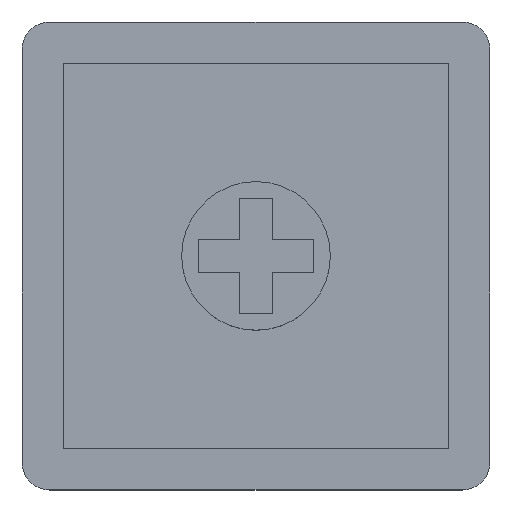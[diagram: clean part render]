
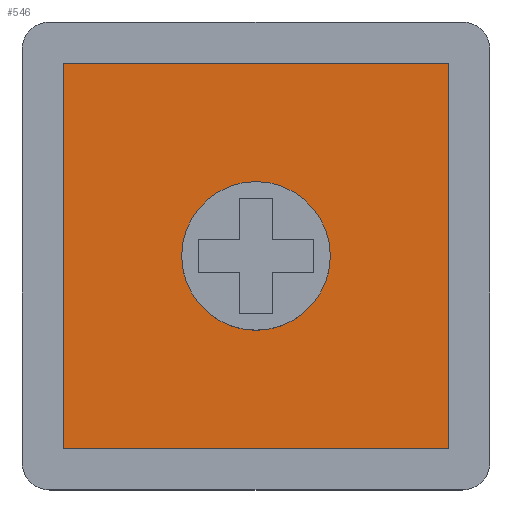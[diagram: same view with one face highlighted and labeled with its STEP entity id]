
A CAD part, top view. The second image highlights one B-rep face of the part: STEP entity #546.
In plain terms, the highlighted planar face has unit normal (0, 0, 1).
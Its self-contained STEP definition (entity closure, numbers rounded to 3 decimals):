
#22=FACE_BOUND('',#206,.T.);
#57=LINE('',#840,#122);
#60=LINE('',#845,#125);
#74=LINE('',#881,#139);
#75=LINE('',#883,#140);
#122=VECTOR('',#674,10.);
#125=VECTOR('',#679,10.);
#139=VECTOR('',#719,10.);
#140=VECTOR('',#722,10.);
#173=FACE_OUTER_BOUND('',#205,.T.);
#205=EDGE_LOOP('',(#448,#449,#450,#451));
#206=EDGE_LOOP('',(#452));
#225=CIRCLE('',#600,2.7);
#258=VERTEX_POINT('',#837);
#259=VERTEX_POINT('',#839);
#260=VERTEX_POINT('',#843);
#269=VERTEX_POINT('',#879);
#270=VERTEX_POINT('',#885);
#315=EDGE_CURVE('',#259,#258,#57,.T.);
#318=EDGE_CURVE('',#258,#260,#60,.T.);
#336=EDGE_CURVE('',#260,#269,#74,.T.);
#337=EDGE_CURVE('',#269,#259,#75,.T.);
#338=EDGE_CURVE('',#270,#270,#225,.T.);
#448=ORIENTED_EDGE('',*,*,#315,.T.);
#449=ORIENTED_EDGE('',*,*,#318,.T.);
#450=ORIENTED_EDGE('',*,*,#336,.T.);
#451=ORIENTED_EDGE('',*,*,#337,.T.);
#452=ORIENTED_EDGE('',*,*,#338,.F.);
#517=PLANE('',#599);
#546=ADVANCED_FACE('',(#173,#22),#517,.T.);
#599=AXIS2_PLACEMENT_3D('',#884,#723,#724);
#600=AXIS2_PLACEMENT_3D('',#886,#725,#726);
#674=DIRECTION('',(-1.,0.,0.));
#679=DIRECTION('',(0.,-1.,0.));
#719=DIRECTION('',(1.,0.,0.));
#722=DIRECTION('',(0.,1.,0.));
#723=DIRECTION('center_axis',(0.,0.,1.));
#724=DIRECTION('ref_axis',(1.,0.,0.));
#725=DIRECTION('center_axis',(0.,0.,1.));
#726=DIRECTION('ref_axis',(-1.,0.,0.));
#837=CARTESIAN_POINT('',(-7.,7.,2.));
#839=CARTESIAN_POINT('',(7.,7.,2.));
#840=CARTESIAN_POINT('',(-3.5,7.,2.));
#843=CARTESIAN_POINT('',(-7.,-7.,2.));
#845=CARTESIAN_POINT('',(-7.,-3.5,2.));
#879=CARTESIAN_POINT('',(7.,-7.,2.));
#881=CARTESIAN_POINT('',(3.5,-7.,2.));
#883=CARTESIAN_POINT('',(7.,3.5,2.));
#884=CARTESIAN_POINT('Origin',(0.,0.,2.));
#885=CARTESIAN_POINT('',(2.7,0.,2.));
#886=CARTESIAN_POINT('Origin',(0.,0.,2.));
